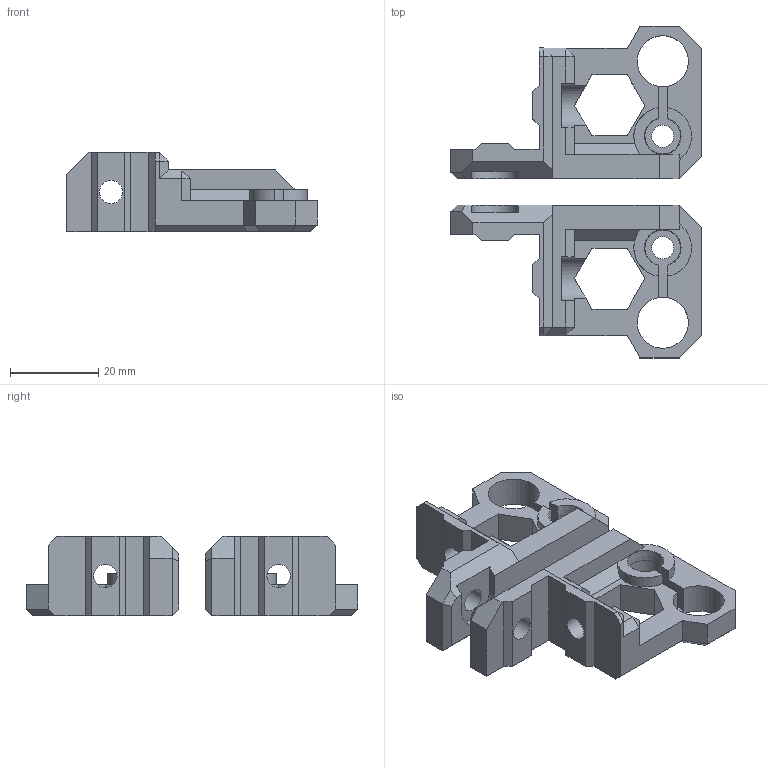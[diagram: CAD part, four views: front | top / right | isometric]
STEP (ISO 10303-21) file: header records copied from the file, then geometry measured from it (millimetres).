
FILE_DESCRIPTION(/* description */ (''),/* implementation_level */ '2;1');
FILE_NAME(/* name */ 'z_top.step',/* time_stamp */ '2017-12-13T13:16:39+01:00',/* author */ ('gregsaun'),/* organization */ (''),/* preprocessor_version */ 'ST-DEVELOPER v16.13',/* originating_system */ 'Autodesk Translation Framework v6.5.0.72',/* authorisation */ '');
FILE_SCHEMA (('AUTOMOTIVE_DESIGN { 1 0 10303 214 3 1 1 }'));
Length unit declared in the file: millimetre
Products named in the file (1): z_top
Bounding box: 56.75 x 75.3 x 18 mm (x, y, z)
Volume: 20542.9 mm3; surface area: 11240.5 mm2
Topology: 2 solids, 2 shells, 152 faces, 418 edges, 266 vertices
Faces by surface type: plane 132, cylinder 18, cone 2
Full cylindrical faces by diameter (mm): 5 x2, 5.3 x4, 11.6 x2
Entity records: 4807 total; most frequent: CARTESIAN_POINT 845, ORIENTED_EDGE 836, DIRECTION 774, EDGE_CURVE 418, LINE 360, VECTOR 360, VERTEX_POINT 266, AXIS2_PLACEMENT_3D 207
